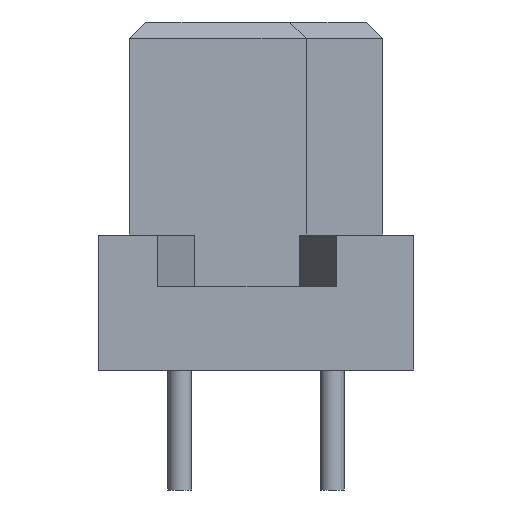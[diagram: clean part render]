
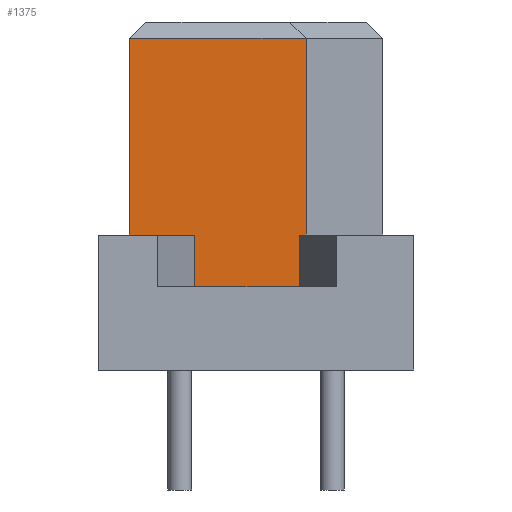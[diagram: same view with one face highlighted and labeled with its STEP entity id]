
A CAD part, front view. The second image highlights one B-rep face of the part: STEP entity #1375.
In plain terms, the highlighted planar face has unit normal (0, -1, 0).
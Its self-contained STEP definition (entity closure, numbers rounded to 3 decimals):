
#320=CARTESIAN_POINT('',(-4.225,-10.725,11.05));
#321=VERTEX_POINT('',#320);
#351=CARTESIAN_POINT('',(1.675,-10.725,11.05));
#352=VERTEX_POINT('',#351);
#366=CARTESIAN_POINT('',(1.675,-10.725,11.05));
#367=DIRECTION('',(-1.0,0.0,0.0));
#368=VECTOR('',#367,5.9);
#369=LINE('',#366,#368);
#370=EDGE_CURVE('',#352,#321,#369,.T.);
#1072=CARTESIAN_POINT('',(-4.225,-10.725,4.5));
#1073=VERTEX_POINT('',#1072);
#1080=CARTESIAN_POINT('',(-4.225,-10.725,4.5));
#1081=DIRECTION('',(0.0,0.0,1.0));
#1082=VECTOR('',#1081,6.55);
#1083=LINE('',#1080,#1082);
#1084=EDGE_CURVE('',#1073,#321,#1083,.T.);
#1309=CARTESIAN_POINT('',(1.675,-10.725,4.5));
#1310=VERTEX_POINT('',#1309);
#1311=CARTESIAN_POINT('',(1.675,-10.725,4.5));
#1312=DIRECTION('',(0.0,0.0,1.0));
#1313=VECTOR('',#1312,6.55);
#1314=LINE('',#1311,#1313);
#1315=EDGE_CURVE('',#1310,#352,#1314,.T.);
#1327=CARTESIAN_POINT('',(-1.275,-10.725,2.68));
#1328=DIRECTION('',(0.0,-1.0,0.0));
#1329=DIRECTION('',(1.0,0.0,0.0));
#1330=AXIS2_PLACEMENT_3D('',#1327,#1328,#1329);
#1331=PLANE('',#1330);
#1332=ORIENTED_EDGE('',*,*,#370,.T.);
#1333=ORIENTED_EDGE('',*,*,#1084,.F.);
#1334=CARTESIAN_POINT('',(-2.034,-10.725,4.5));
#1335=VERTEX_POINT('',#1334);
#1336=CARTESIAN_POINT('',(-2.034,-10.725,4.5));
#1337=DIRECTION('',(-1.0,0.0,0.0));
#1338=VECTOR('',#1337,2.191);
#1339=LINE('',#1336,#1338);
#1340=EDGE_CURVE('',#1335,#1073,#1339,.T.);
#1341=ORIENTED_EDGE('',*,*,#1340,.F.);
#1342=CARTESIAN_POINT('',(-2.034,-10.725,2.78));
#1343=VERTEX_POINT('',#1342);
#1344=CARTESIAN_POINT('',(-2.034,-10.725,4.5));
#1345=DIRECTION('',(0.0,0.0,-1.0));
#1346=VECTOR('',#1345,1.72);
#1347=LINE('',#1344,#1346);
#1348=EDGE_CURVE('',#1335,#1343,#1347,.T.);
#1349=ORIENTED_EDGE('',*,*,#1348,.T.);
#1350=CARTESIAN_POINT('',(1.434,-10.725,2.78));
#1351=VERTEX_POINT('',#1350);
#1352=CARTESIAN_POINT('',(-2.034,-10.725,2.78));
#1353=DIRECTION('',(1.0,0.0,0.0));
#1354=VECTOR('',#1353,3.469);
#1355=LINE('',#1352,#1354);
#1356=EDGE_CURVE('',#1343,#1351,#1355,.T.);
#1357=ORIENTED_EDGE('',*,*,#1356,.T.);
#1358=CARTESIAN_POINT('',(1.434,-10.725,4.5));
#1359=VERTEX_POINT('',#1358);
#1360=CARTESIAN_POINT('',(1.434,-10.725,2.78));
#1361=DIRECTION('',(0.0,0.0,1.0));
#1362=VECTOR('',#1361,1.72);
#1363=LINE('',#1360,#1362);
#1364=EDGE_CURVE('',#1351,#1359,#1363,.T.);
#1365=ORIENTED_EDGE('',*,*,#1364,.T.);
#1366=CARTESIAN_POINT('',(1.675,-10.725,4.5));
#1367=DIRECTION('',(-1.0,0.0,0.0));
#1368=VECTOR('',#1367,0.241);
#1369=LINE('',#1366,#1368);
#1370=EDGE_CURVE('',#1310,#1359,#1369,.T.);
#1371=ORIENTED_EDGE('',*,*,#1370,.F.);
#1372=ORIENTED_EDGE('',*,*,#1315,.T.);
#1373=EDGE_LOOP('',(#1332,#1333,#1341,#1349,#1357,#1365,#1371,#1372));
#1374=FACE_OUTER_BOUND('',#1373,.T.);
#1375=ADVANCED_FACE('',(#1374),#1331,.T.);
